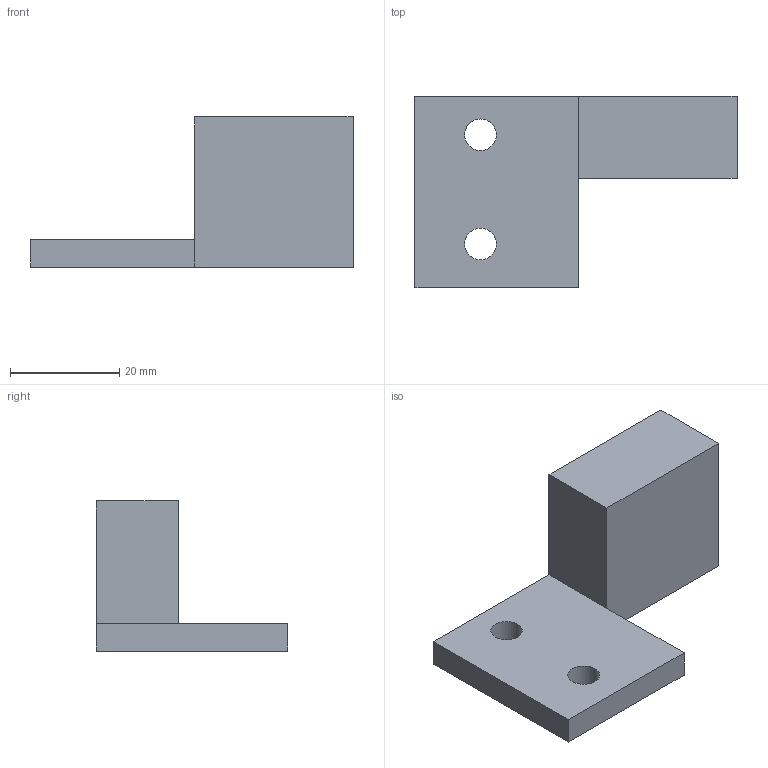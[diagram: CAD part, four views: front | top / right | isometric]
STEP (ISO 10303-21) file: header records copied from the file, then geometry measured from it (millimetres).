
FILE_DESCRIPTION (( 'STEP AP214' ), '1' );
FILE_NAME ('klicker mount.STEP', '2025-02-26T19:46:08', ( '' ), ( '' ), 'SwSTEP 2.0', 'SolidWorks 2022', '' );
FILE_SCHEMA (( 'AUTOMOTIVE_DESIGN' ));
Length unit declared in the file: millimetre
Products named in the file (1): klicker mount
Bounding box: 59 x 35 x 27.5 mm (x, y, z)
Volume: 15902.8 mm3; surface area: 6284.2 mm2
Topology: 1 solids, 1 shells, 20 faces, 53 edges, 35 vertices
Faces by surface type: plane 16, cylinder 4
Entity records: 659 total; most frequent: CARTESIAN_POINT 109, ORIENTED_EDGE 106, DIRECTION 103, EDGE_CURVE 53, VECTOR 45, LINE 45, VERTEX_POINT 35, AXIS2_PLACEMENT_3D 29
